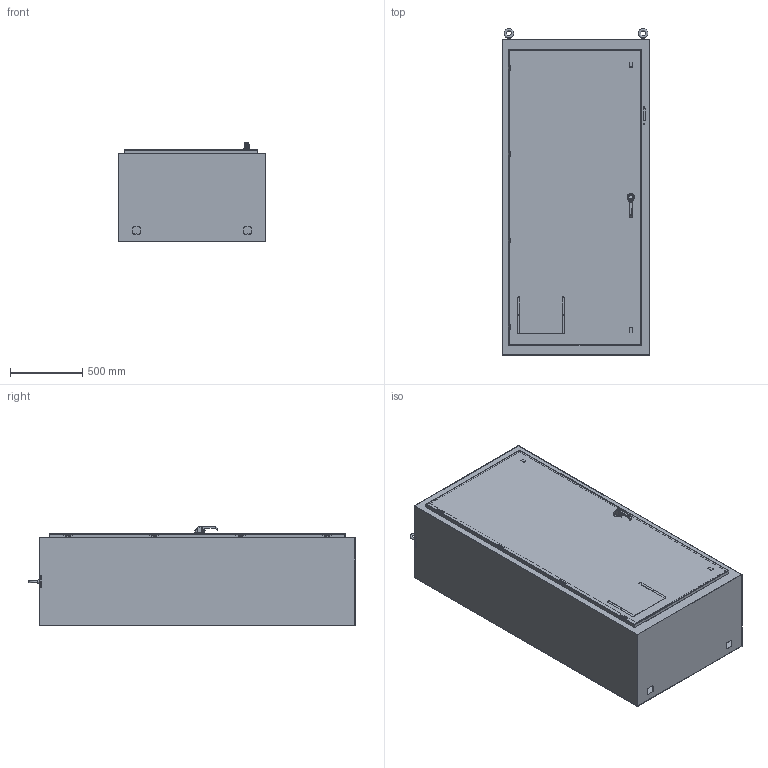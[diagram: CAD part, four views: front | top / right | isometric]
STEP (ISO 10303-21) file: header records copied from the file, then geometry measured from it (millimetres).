
FILE_DESCRIPTION (( 'STEP AP214' ), '1' );
FILE_NAME ('SCE-N86XM4024.STEP', '2024-05-08T12:01:17', ( '' ), ( '' ), 'SwSTEP 2.0', 'SolidWorks 2023', '' );
FILE_SCHEMA (( 'AUTOMOTIVE_DESIGN' ));
Length unit declared in the file: inch
Products named in the file (1): SCE-N86XM4024
Bounding box: 1022.35 x 2259.2 x 686.97 mm (x, y, z)
Volume: 23910544.3 mm3; surface area: 18023309.3 mm2
Topology: 22 solids, 26 shells, 3144 faces, 8049 edges, 4987 vertices
Faces by surface type: plane 1331, cylinder 1025, bspline 362, torus 219, cone 111, sphere 96
Full cylindrical faces by diameter (mm): 1.016 x4, 3.978 x4, 4.318 x20, 4.978 x16, 5.016 x2, 5.207 x8, 5.232 x8, 5.537 x4, 6.096 x8, 6.198 x8, 6.35 x8, 7.137 x2, 9.525 x8, 10.323 x8, 11.25 x1, 15.24 x2, 29.8 x2
Entity records: 153883 total; most frequent: CARTESIAN_POINT 82478, ORIENTED_EDGE 15420, DIRECTION 13575, EDGE_CURVE 7710, AXIS2_PLACEMENT_3D 4904, VERTEX_POINT 4881, LINE 3767, VECTOR 3767
